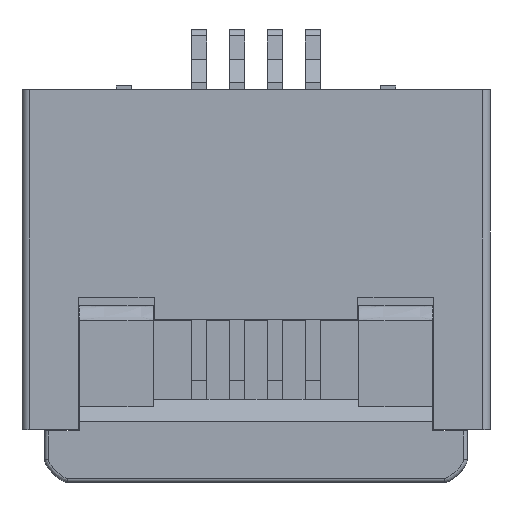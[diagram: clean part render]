
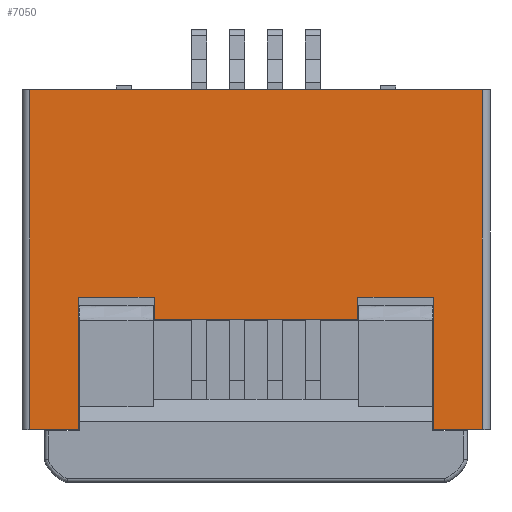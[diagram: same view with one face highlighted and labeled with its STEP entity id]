
A CAD part, top view. The second image highlights one B-rep face of the part: STEP entity #7050.
In plain terms, the highlighted planar face has unit normal (0, 0, 1).
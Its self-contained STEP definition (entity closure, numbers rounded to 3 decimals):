
#86 = VERTEX_POINT ( 'NONE', #10474 ) ;
#137 = CARTESIAN_POINT ( 'NONE',  ( -2.35, -2.45, 2. ) ) ;
#170 = CARTESIAN_POINT ( 'NONE',  ( 3., -2.45, 2. ) ) ;
#269 = VECTOR ( 'NONE', #1530, 1000. ) ;
#311 = EDGE_CURVE ( 'NONE', #11036, #5182, #4399, .T. ) ;
#369 = ORIENTED_EDGE ( 'NONE', *, *, #7799, .F. ) ;
#604 = LINE ( 'NONE', #8395, #269 ) ;
#607 = DIRECTION ( 'NONE',  ( 0., -1., 0. ) ) ;
#618 = CARTESIAN_POINT ( 'NONE',  ( -3., -2.45, 2. ) ) ;
#722 = VECTOR ( 'NONE', #11282, 1000. ) ;
#1264 = CARTESIAN_POINT ( 'NONE',  ( -2.35, -0.7, 2. ) ) ;
#1384 = VECTOR ( 'NONE', #5467, 1000. ) ;
#1530 = DIRECTION ( 'NONE',  ( -1., 0., 0. ) ) ;
#1818 = VECTOR ( 'NONE', #10879, 1000. ) ;
#1962 = LINE ( 'NONE', #13265, #8022 ) ;
#2063 = ORIENTED_EDGE ( 'NONE', *, *, #6856, .F. ) ;
#2296 = CARTESIAN_POINT ( 'NONE',  ( 0., 0., 2. ) ) ;
#2704 = FACE_OUTER_BOUND ( 'NONE', #8586, .T. ) ;
#2835 = CARTESIAN_POINT ( 'NONE',  ( -1.35, -0.7, 2. ) ) ;
#2872 = CARTESIAN_POINT ( 'NONE',  ( -1.35, -1., 2. ) ) ;
#3231 = VECTOR ( 'NONE', #11845, 1000. ) ;
#3461 = DIRECTION ( 'NONE',  ( 1., 0., 0. ) ) ;
#3536 = EDGE_CURVE ( 'NONE', #4259, #11193, #5369, .T. ) ;
#3758 = CARTESIAN_POINT ( 'NONE',  ( 3., 2.05, 2. ) ) ;
#3846 = VERTEX_POINT ( 'NONE', #10011 ) ;
#3937 = VECTOR ( 'NONE', #607, 1000. ) ;
#4196 = DIRECTION ( 'NONE',  ( 1., 0., 0. ) ) ;
#4259 = VERTEX_POINT ( 'NONE', #170 ) ;
#4285 = LINE ( 'NONE', #14229, #3937 ) ;
#4354 = LINE ( 'NONE', #4570, #10072 ) ;
#4399 = LINE ( 'NONE', #5412, #1384 ) ;
#4492 = PLANE ( 'NONE',  #13453 ) ;
#4570 = CARTESIAN_POINT ( 'NONE',  ( 2.35, -0.7, 2. ) ) ;
#4597 = ORIENTED_EDGE ( 'NONE', *, *, #11783, .T. ) ;
#4631 = ORIENTED_EDGE ( 'NONE', *, *, #13816, .F. ) ;
#5090 = EDGE_CURVE ( 'NONE', #11193, #3846, #604, .T. ) ;
#5182 = VERTEX_POINT ( 'NONE', #6272 ) ;
#5369 = LINE ( 'NONE', #3758, #8422 ) ;
#5412 = CARTESIAN_POINT ( 'NONE',  ( 1.35, -0.7, 2. ) ) ;
#5467 = DIRECTION ( 'NONE',  ( -1., 0., 0. ) ) ;
#5547 = ORIENTED_EDGE ( 'NONE', *, *, #12561, .F. ) ;
#5731 = DIRECTION ( 'NONE',  ( 0., 1., 0. ) ) ;
#6228 = LINE ( 'NONE', #14483, #9269 ) ;
#6261 = LINE ( 'NONE', #14079, #3231 ) ;
#6272 = CARTESIAN_POINT ( 'NONE',  ( 1.35, -0.7, 2. ) ) ;
#6532 = DIRECTION ( 'NONE',  ( 0., -1., 0. ) ) ;
#6856 = EDGE_CURVE ( 'NONE', #10940, #9474, #13580, .T. ) ;
#6913 = EDGE_CURVE ( 'NONE', #86, #4259, #11080, .T. ) ;
#7045 = ORIENTED_EDGE ( 'NONE', *, *, #5090, .T. ) ;
#7050 = ADVANCED_FACE ( 'NONE', ( #2704 ), #4492, .T. ) ;
#7071 = ORIENTED_EDGE ( 'NONE', *, *, #8277, .F. ) ;
#7394 = EDGE_CURVE ( 'NONE', #3846, #11159, #4285, .T. ) ;
#7799 = EDGE_CURVE ( 'NONE', #5182, #10940, #6228, .T. ) ;
#7985 = ORIENTED_EDGE ( 'NONE', *, *, #3536, .T. ) ;
#8022 = VECTOR ( 'NONE', #14418, 1000. ) ;
#8156 = VERTEX_POINT ( 'NONE', #2835 ) ;
#8277 = EDGE_CURVE ( 'NONE', #12813, #12808, #1962, .T. ) ;
#8395 = CARTESIAN_POINT ( 'NONE',  ( -3.1, 2.05, 2. ) ) ;
#8422 = VECTOR ( 'NONE', #10588, 1000. ) ;
#8586 = EDGE_LOOP ( 'NONE', ( #12756, #7985, #7045, #9245, #4597, #7071, #14212, #5547, #2063, #369, #8872, #4631 ) ) ;
#8622 = CARTESIAN_POINT ( 'NONE',  ( 3., 2.05, 2. ) ) ;
#8872 = ORIENTED_EDGE ( 'NONE', *, *, #311, .F. ) ;
#9245 = ORIENTED_EDGE ( 'NONE', *, *, #7394, .T. ) ;
#9269 = VECTOR ( 'NONE', #6532, 1000. ) ;
#9466 = LINE ( 'NONE', #10249, #722 ) ;
#9474 = VERTEX_POINT ( 'NONE', #12946 ) ;
#9492 = CARTESIAN_POINT ( 'NONE',  ( 2.35, -0.7, 2. ) ) ;
#9501 = LINE ( 'NONE', #9761, #12517 ) ;
#9761 = CARTESIAN_POINT ( 'NONE',  ( -3.1, -2.45, 2. ) ) ;
#10011 = CARTESIAN_POINT ( 'NONE',  ( -3., 2.05, 2. ) ) ;
#10072 = VECTOR ( 'NONE', #5731, 1000. ) ;
#10249 = CARTESIAN_POINT ( 'NONE',  ( -1.35, -0.7, 2. ) ) ;
#10286 = DIRECTION ( 'NONE',  ( 0., 0., 1. ) ) ;
#10474 = CARTESIAN_POINT ( 'NONE',  ( 2.35, -2.45, 2. ) ) ;
#10588 = DIRECTION ( 'NONE',  ( 0., 1., 0. ) ) ;
#10879 = DIRECTION ( 'NONE',  ( -1., 0., 0. ) ) ;
#10940 = VERTEX_POINT ( 'NONE', #13861 ) ;
#11036 = VERTEX_POINT ( 'NONE', #9492 ) ;
#11080 = LINE ( 'NONE', #13295, #13758 ) ;
#11159 = VERTEX_POINT ( 'NONE', #618 ) ;
#11193 = VERTEX_POINT ( 'NONE', #8622 ) ;
#11282 = DIRECTION ( 'NONE',  ( 0., 1., 0. ) ) ;
#11783 = EDGE_CURVE ( 'NONE', #11159, #12808, #9501, .T. ) ;
#11845 = DIRECTION ( 'NONE',  ( -1., 0., 0. ) ) ;
#12293 = EDGE_CURVE ( 'NONE', #8156, #12813, #6261, .T. ) ;
#12517 = VECTOR ( 'NONE', #13189, 1000. ) ;
#12561 = EDGE_CURVE ( 'NONE', #9474, #8156, #9466, .T. ) ;
#12756 = ORIENTED_EDGE ( 'NONE', *, *, #6913, .T. ) ;
#12808 = VERTEX_POINT ( 'NONE', #137 ) ;
#12813 = VERTEX_POINT ( 'NONE', #1264 ) ;
#12946 = CARTESIAN_POINT ( 'NONE',  ( -1.35, -1., 2. ) ) ;
#13189 = DIRECTION ( 'NONE',  ( 1., 0., 0. ) ) ;
#13265 = CARTESIAN_POINT ( 'NONE',  ( -2.35, -2.45, 2. ) ) ;
#13295 = CARTESIAN_POINT ( 'NONE',  ( -3.1, -2.45, 2. ) ) ;
#13453 = AXIS2_PLACEMENT_3D ( 'NONE', #2296, #10286, #3461 ) ;
#13580 = LINE ( 'NONE', #2872, #1818 ) ;
#13758 = VECTOR ( 'NONE', #4196, 1000. ) ;
#13816 = EDGE_CURVE ( 'NONE', #86, #11036, #4354, .T. ) ;
#13861 = CARTESIAN_POINT ( 'NONE',  ( 1.35, -1., 2. ) ) ;
#14079 = CARTESIAN_POINT ( 'NONE',  ( -2.35, -0.7, 2. ) ) ;
#14212 = ORIENTED_EDGE ( 'NONE', *, *, #12293, .F. ) ;
#14229 = CARTESIAN_POINT ( 'NONE',  ( -3., -2.45, 2. ) ) ;
#14418 = DIRECTION ( 'NONE',  ( 0., -1., 0. ) ) ;
#14483 = CARTESIAN_POINT ( 'NONE',  ( 1.35, -1., 2. ) ) ;
